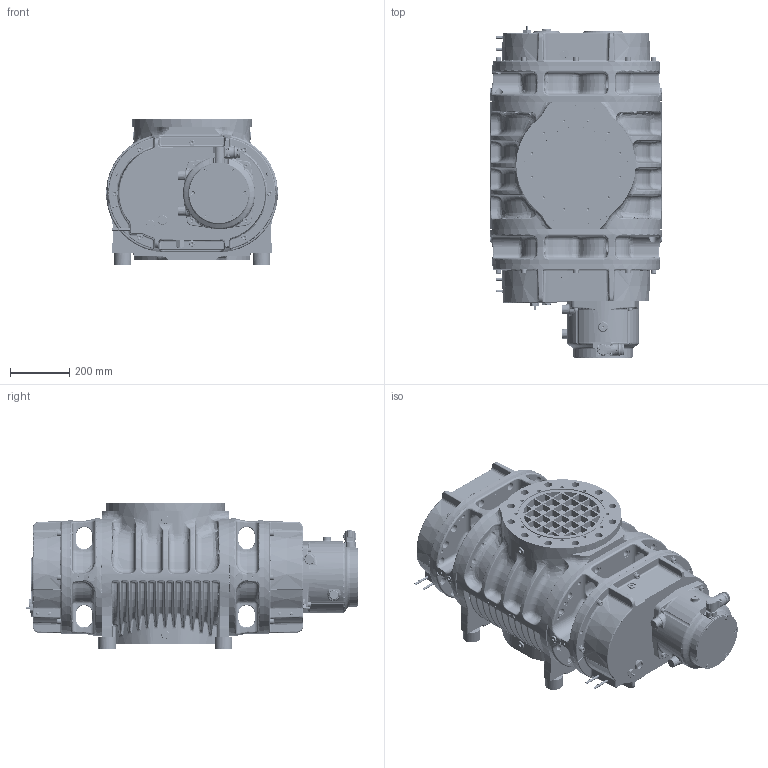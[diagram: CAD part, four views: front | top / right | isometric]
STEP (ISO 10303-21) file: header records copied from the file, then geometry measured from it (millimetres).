
FILE_DESCRIPTION(/* description */ ('Transferdokumente'),/* implementation_level */ '2;1');
FILE_NAME(/* name */ 'PP 925 033-T_20220309.stp',/* time_stamp */ '2022-09-23T13:15:58+02:00',/* author */ ('DONNER-J'),/* organization */ (''),/* preprocessor_version */ 'ST-DEVELOPER v18.1',/* originating_system */ 'Autodesk Inventor 2021',/* authorisation */ '');
FILE_SCHEMA (('AUTOMOTIVE_DESIGN { 1 0 10303 214 3 1 1 }'));
Products named in the file (1): PP925033.ipt
Bounding box: 583 x 1124.7 x 493.5 mm (x, y, z)
Volume: 159532766.8 mm3; surface area: 3528897.3 mm2
Topology: 6 solids, 6 shells, 5710 faces, 14278 edges, 8874 vertices
Faces by surface type: plane 1869, bspline 1756, cylinder 1285, torus 378, cone 354, sphere 68
Full cylindrical faces by diameter (mm): 3.7 x2, 4 x4, 4.86 x1, 5.14 x1, 5.35 x4, 5.5 x4, 6 x12, 6.647 x5, 6.8 x4, 8 x11, 8.376 x24, 8.5 x6, 10.106 x8, 11.1 x4, 11.34 x6, 12 x40, 12.1 x16, 14 x4, 16 x4, 17.294 x24, 18 x20, 19 x8, 20 x4, 20.752 x12, 21 x24, 22 x8, 24 x16, 24.7 x4, 25 x24, 26 x18
Entity records: 263521 total; most frequent: CARTESIAN_POINT 132557, ORIENTED_EDGE 28240, DIRECTION 22287, EDGE_CURVE 14120, VERTEX_POINT 8874, AXIS2_PLACEMENT_3D 8434, EDGE_LOOP 6302, STYLED_ITEM 5712
